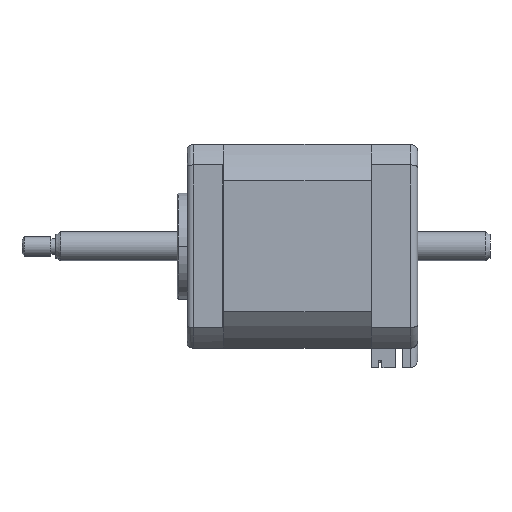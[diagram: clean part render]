
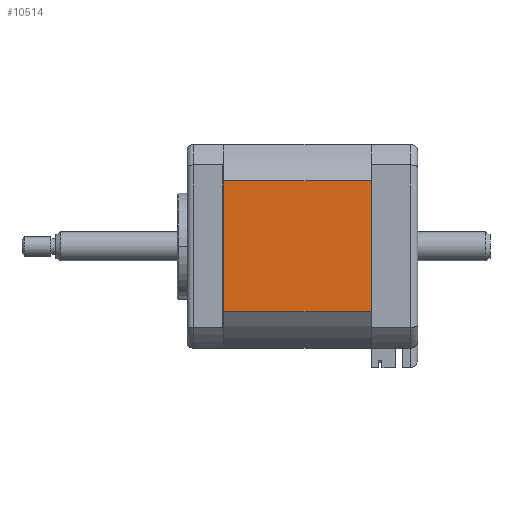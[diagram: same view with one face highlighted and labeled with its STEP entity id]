
A CAD part, top view. The second image highlights one B-rep face of the part: STEP entity #10514.
In plain terms, the highlighted planar face has unit normal (0, 0, 1).
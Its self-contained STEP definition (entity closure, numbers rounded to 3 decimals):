
#340 = CARTESIAN_POINT ( 'NONE',  ( 6.227, 18.066, 69.4 ) ) ;
#596 = CARTESIAN_POINT ( 'NONE',  ( -24.273, -9.122, 69.4 ) ) ;
#604 = VECTOR ( 'NONE', #5805, 1000. ) ;
#642 = DIRECTION ( 'NONE',  ( -1., 0., 0. ) ) ;
#753 = PLANE ( 'NONE',  #1705 ) ;
#1271 = EDGE_CURVE ( 'NONE', #5600, #8127, #9186, .T. ) ;
#1705 = AXIS2_PLACEMENT_3D ( 'NONE', #3480, #9531, #4319 ) ;
#2476 = ORIENTED_EDGE ( 'NONE', *, *, #9641, .T. ) ;
#3206 = CARTESIAN_POINT ( 'NONE',  ( 6.227, -9.122, 69.4 ) ) ;
#3216 = CARTESIAN_POINT ( 'NONE',  ( 6.227, -9.122, 69.4 ) ) ;
#3236 = LINE ( 'NONE', #3216, #604 ) ;
#3277 = LINE ( 'NONE', #596, #10174 ) ;
#3480 = CARTESIAN_POINT ( 'NONE',  ( 6.227, -9.122, 69.4 ) ) ;
#4319 = DIRECTION ( 'NONE',  ( -1., 0., 0. ) ) ;
#4625 = ORIENTED_EDGE ( 'NONE', *, *, #1271, .F. ) ;
#5600 = VERTEX_POINT ( 'NONE', #7583 ) ;
#5805 = DIRECTION ( 'NONE',  ( 0., -1., 0. ) ) ;
#5808 = VECTOR ( 'NONE', #6251, 1000. ) ;
#5848 = DIRECTION ( 'NONE',  ( 0., -1., 0. ) ) ;
#6024 = ORIENTED_EDGE ( 'NONE', *, *, #7624, .T. ) ;
#6251 = DIRECTION ( 'NONE',  ( -1., 0., 0. ) ) ;
#6760 = EDGE_LOOP ( 'NONE', ( #6024, #4625, #7151, #2476 ) ) ;
#7151 = ORIENTED_EDGE ( 'NONE', *, *, #8803, .F. ) ;
#7391 = FACE_OUTER_BOUND ( 'NONE', #6760, .T. ) ;
#7583 = CARTESIAN_POINT ( 'NONE',  ( 6.227, -9.122, 69.4 ) ) ;
#7624 = EDGE_CURVE ( 'NONE', #7626, #8127, #3277, .T. ) ;
#7626 = VERTEX_POINT ( 'NONE', #9309 ) ;
#8096 = LINE ( 'NONE', #8830, #5808 ) ;
#8127 = VERTEX_POINT ( 'NONE', #9333 ) ;
#8803 = EDGE_CURVE ( 'NONE', #9795, #5600, #3236, .T. ) ;
#8830 = CARTESIAN_POINT ( 'NONE',  ( 6.227, 18.066, 69.4 ) ) ;
#8905 = VECTOR ( 'NONE', #642, 1000. ) ;
#9186 = LINE ( 'NONE', #3206, #8905 ) ;
#9309 = CARTESIAN_POINT ( 'NONE',  ( -24.273, 18.066, 69.4 ) ) ;
#9333 = CARTESIAN_POINT ( 'NONE',  ( -24.273, -9.122, 69.4 ) ) ;
#9531 = DIRECTION ( 'NONE',  ( 0., 0., -1. ) ) ;
#9641 = EDGE_CURVE ( 'NONE', #9795, #7626, #8096, .T. ) ;
#9795 = VERTEX_POINT ( 'NONE', #340 ) ;
#10174 = VECTOR ( 'NONE', #5848, 1000. ) ;
#10514 = ADVANCED_FACE ( 'NONE', ( #7391 ), #753, .F. ) ;
